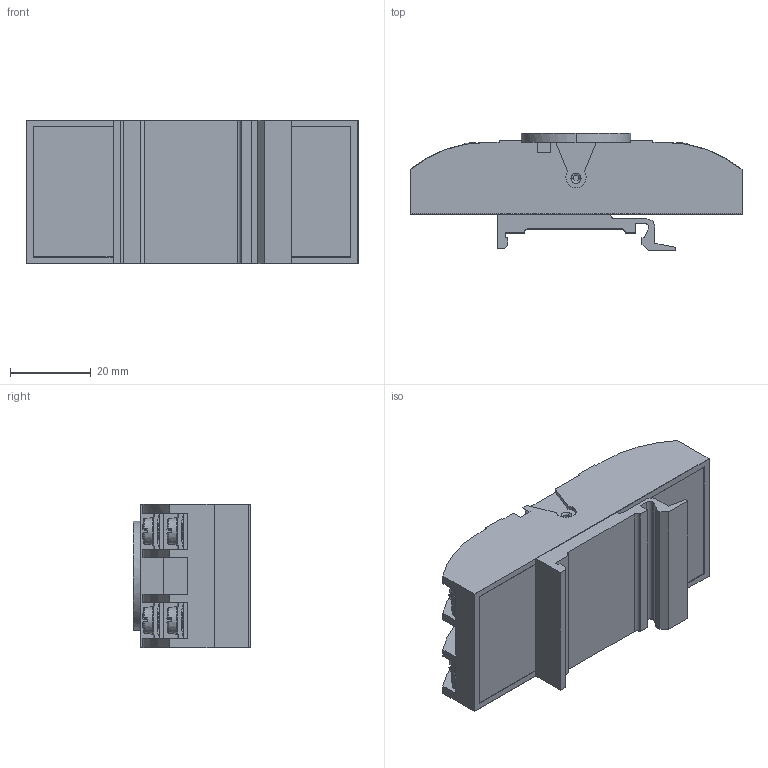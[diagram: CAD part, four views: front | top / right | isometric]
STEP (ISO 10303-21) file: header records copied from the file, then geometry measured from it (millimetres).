
FILE_DESCRIPTION (( 'STEP AP214' ), '1' );
FILE_NAME ('GZU8.STEP', '2014-09-19T12:40:53', ( '' ), ( '' ), 'SwSTEP 2.0', 'SolidWorks 2012', '' );
FILE_SCHEMA (( 'AUTOMOTIVE_DESIGN' ));
Length unit declared in the file: millimetre
Products named in the file (6): zacisk-nak³adka-œruba; GZU-1521 Wkrêt M4x6.5; GZU-1510 Nak³adka sprê¿ysta; GZU-1400  Zacisk; GZU8
Assembly tree (12 placements, depth 3):
  GZU8
    GZU8
    zacisk-nak³adka-œruba  x8
      GZU-1400  Zacisk
      GZU-1510 Nak³adka sprê¿ysta
      GZU-1521 Wkrêt M4x6.5
Bounding box: 82 x 29 x 35.55 mm (x, y, z)
Volume: 47898.1 mm3; surface area: 22832.3 mm2
Topology: 25 solids, 27 shells, 1264 faces, 3069 edges, 1906 vertices
Faces by surface type: plane 620, cylinder 295, torus 268, cone 65, bspline 16
Entity records: 14287 total; most frequent: CARTESIAN_POINT 2833, ORIENTED_EDGE 2344, DIRECTION 2327, EDGE_CURVE 1172, LINE 815, VECTOR 815, VERTEX_POINT 758, AXIS2_PLACEMENT_3D 756
